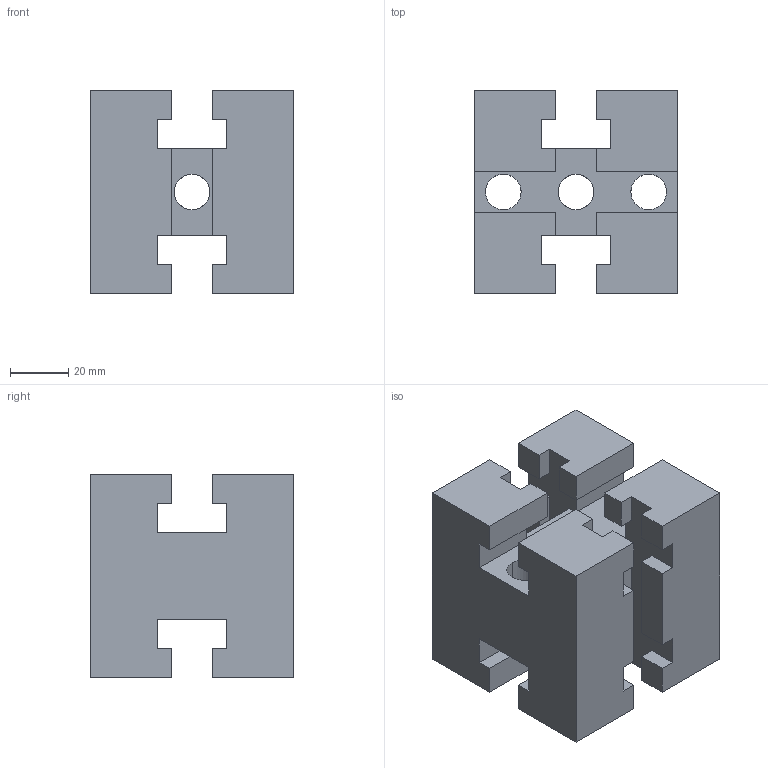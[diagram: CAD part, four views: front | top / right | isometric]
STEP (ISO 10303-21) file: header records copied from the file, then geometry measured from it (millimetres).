
FILE_DESCRIPTION(('STEP AP214'),'1');
FILE_NAME(' ',' ',('TraceParts'),('TraceParts S.A.'),'XStep 1.0',' ',' ');
FILE_SCHEMA(('automotive_design'));
Length unit declared in the file: millimetre
Products named in the file (1): 1
Bounding box: 70 x 70 x 70 mm (x, y, z)
Volume: 212322.5 mm3; surface area: 43755 mm2
Topology: 1 solids, 1 shells, 114 faces, 336 edges, 222 vertices
Faces by surface type: plane 102, cylinder 12
Entity records: 7482 total; most frequent: STYLED_ITEM 673, PRESENTATION_STYLE_ASSIGNMENT 673, CARTESIAN_POINT 673, COLOUR_RGB 673, ORIENTED_EDGE 672, DIRECTION 590, EDGE_CURVE 336, CURVE_STYLE 336
